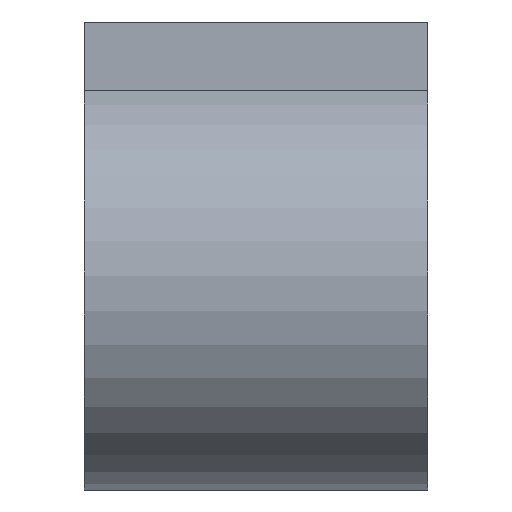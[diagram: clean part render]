
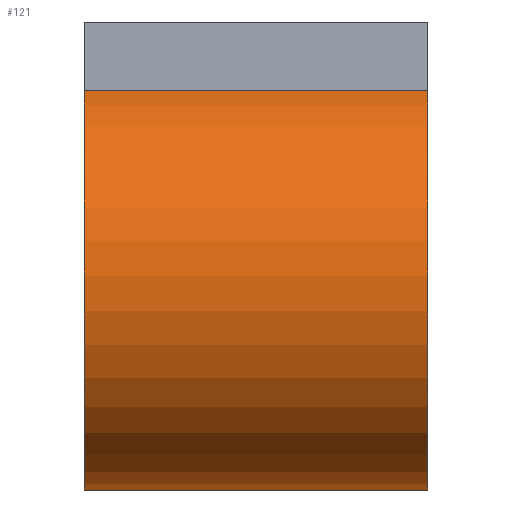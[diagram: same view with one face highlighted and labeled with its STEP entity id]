
A CAD part, left-side view. The second image highlights one B-rep face of the part: STEP entity #121.
In plain terms, the highlighted cylindrical face has radius 3 mm (diameter 6 mm), a partial arc.
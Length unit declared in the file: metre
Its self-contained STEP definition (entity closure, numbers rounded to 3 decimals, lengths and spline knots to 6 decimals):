
#13=CYLINDRICAL_SURFACE('',#145,0.003);
#14=CIRCLE('',#137,0.003);
#16=CIRCLE('',#141,0.003);
#42=ORIENTED_EDGE('',*,*,#52,.F.);
#43=ORIENTED_EDGE('',*,*,#56,.T.);
#44=ORIENTED_EDGE('',*,*,#58,.T.);
#45=ORIENTED_EDGE('',*,*,#48,.F.);
#48=EDGE_CURVE('',#62,#63,#72,.T.);
#52=EDGE_CURVE('',#65,#62,#14,.T.);
#56=EDGE_CURVE('',#65,#68,#78,.T.);
#58=EDGE_CURVE('',#68,#63,#16,.T.);
#62=VERTEX_POINT('',#186);
#63=VERTEX_POINT('',#188);
#65=VERTEX_POINT('',#194);
#68=VERTEX_POINT('',#202);
#72=LINE('',#187,#82);
#78=LINE('',#203,#88);
#82=VECTOR('',#152,1.);
#88=VECTOR('',#166,1.);
#99=EDGE_LOOP('',(#42,#43,#44,#45));
#109=FACE_BOUND('',#99,.T.);
#121=ADVANCED_FACE('',(#109),#13,.T.);
#137=AXIS2_PLACEMENT_3D('',#195,#158,#159);
#141=AXIS2_PLACEMENT_3D('',#206,#170,#171);
#145=AXIS2_PLACEMENT_3D('',#211,#178,#179);
#152=DIRECTION('',(0.,1.,0.));
#158=DIRECTION('',(0.,-1.,0.));
#159=DIRECTION('',(0.,0.,-1.));
#166=DIRECTION('',(0.,1.,0.));
#170=DIRECTION('',(0.,-1.,0.));
#171=DIRECTION('',(0.,0.,-1.));
#178=DIRECTION('',(0.,-1.,0.));
#179=DIRECTION('',(0.,0.,-1.));
#186=CARTESIAN_POINT('',(0.144489,-0.099595,-0.003));
#187=CARTESIAN_POINT('',(0.144489,-0.097095,-0.003));
#188=CARTESIAN_POINT('',(0.144489,-0.094595,-0.003));
#194=CARTESIAN_POINT('',(0.142489,-0.099595,-0.003));
#195=CARTESIAN_POINT('',(0.143489,-0.099595,-0.005828));
#202=CARTESIAN_POINT('',(0.142489,-0.094595,-0.003));
#203=CARTESIAN_POINT('',(0.142489,-0.097095,-0.003));
#206=CARTESIAN_POINT('',(0.143489,-0.094595,-0.005828));
#211=CARTESIAN_POINT('',(0.143489,-0.094595,-0.005828));
